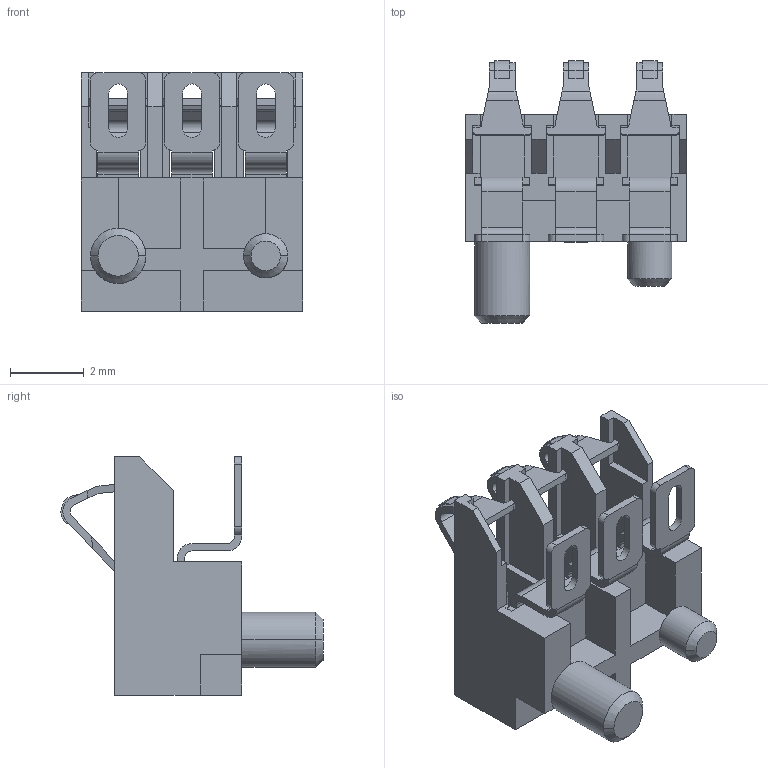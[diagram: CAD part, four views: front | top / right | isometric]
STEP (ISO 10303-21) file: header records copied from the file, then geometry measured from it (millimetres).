
FILE_DESCRIPTION((''),'2;1');
FILE_NAME('1050400001','2015-10-27T',('me'),(''),'PRO/ENGINEER BY PARAMETRIC TECHNOLOGY CORPORATION, 2011490','PRO/ENGINEER BY PARAMETRIC TECHNOLOGY CORPORATION, 2011490','');
FILE_SCHEMA(('CONFIG_CONTROL_DESIGN'));
Length unit declared in the file: millimetre
Products named in the file (1): 1050400001
Bounding box: 6 x 7.1 x 6.46 mm (x, y, z)
Volume: 70.3 mm3; surface area: 276.5 mm2
Topology: 1 solids, 1 shells, 305 faces, 942 edges, 626 vertices
Faces by surface type: plane 231, cylinder 70, cone 4
Entity records: 10473 total; most frequent: CARTESIAN_POINT 1915, ORIENTED_EDGE 1848, DIRECTION 1674, EDGE_CURVE 924, VECTOR 774, LINE 774, VERTEX_POINT 606, AXIS2_PLACEMENT_3D 450
